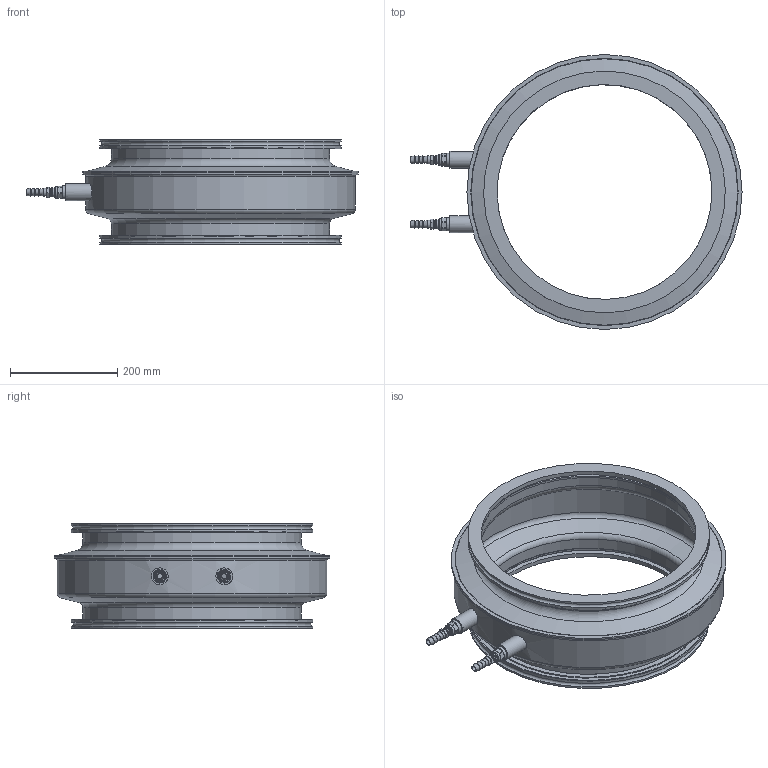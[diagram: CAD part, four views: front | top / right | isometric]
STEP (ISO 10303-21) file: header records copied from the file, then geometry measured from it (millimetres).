
FILE_DESCRIPTION(('STEP AP242'), '1');
FILE_NAME('ËÏ-400 ãàáàðèòíàÿ ìîäåëü', '', ('UNSPECIFIED'), ('UNSPECIFIED'), 'C3D Converter', 'C3D Toolkit', '');
FILE_SCHEMA(('AP242_MANAGED_MODEL_BASED_3D_ENGINEERING_MIM_LF { 1 0 10303 442 1 1 4 }'));
Length unit declared in the file: millimetre
Bounding box: 618 x 512 x 195 mm (x, y, z)
Surface area: 599647.7 mm2 (no closed solid volume)
Topology: 0 solids, 13 shells, 137 faces, 329 edges, 216 vertices
Faces by surface type: cylinder 51, plane 48, cone 25, torus 13
Full cylindrical faces by diameter (mm): 9.5 x2, 14 x2, 15 x2, 17.33 x2, 21.5 x2, 25 x3, 25.1 x2, 27 x1, 31 x2, 400 x2, 406 x3, 426 x2, 446 x2, 450 x4, 502 x1, 512 x2
Entity records: 4974 total; most frequent: CARTESIAN_POINT 752, DIRECTION 676, ORIENTED_EDGE 446, AXIS2_PLACEMENT_3D 290, EDGE_CURVE 251, EDGE_LOOP 235, VERTEX_POINT 203, COLOUR_RGB 156
